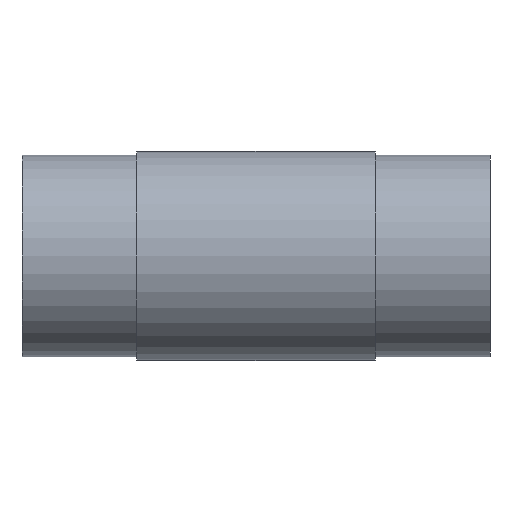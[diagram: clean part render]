
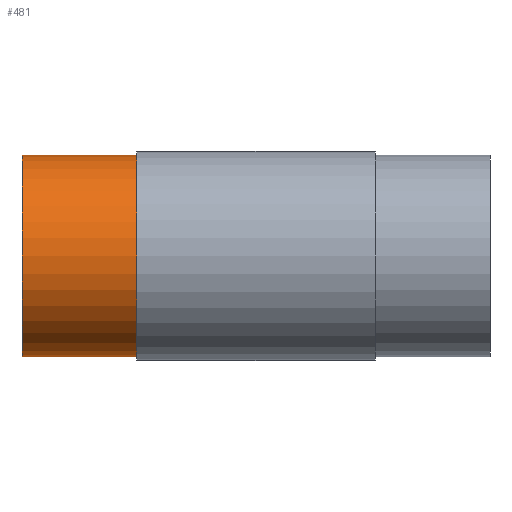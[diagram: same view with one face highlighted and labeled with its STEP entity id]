
A CAD part, left-side view. The second image highlights one B-rep face of the part: STEP entity #481.
In plain terms, the highlighted cylindrical face has radius 112.5 mm (diameter 225 mm), a full revolution.
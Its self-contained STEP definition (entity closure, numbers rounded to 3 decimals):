
#449=CARTESIAN_POINT('',(-112.5,133.,0.));
#450=VERTEX_POINT('',#449);
#451=CARTESIAN_POINT('',(0.,133.,0.));
#452=DIRECTION('',(0.,-1.,0.));
#453=DIRECTION('',(-1.,0.,0.));
#454=AXIS2_PLACEMENT_3D('',#451,#452,#453);
#455=CIRCLE('',#454,112.5);
#456=EDGE_CURVE('',#450,#450,#455,.T.);
#457=ORIENTED_EDGE('',*,*,#456,.F.);
#458=CARTESIAN_POINT('',(-112.5,261.,0.));
#459=VERTEX_POINT('',#458);
#460=CARTESIAN_POINT('',(-112.5,197.,0.));
#461=DIRECTION('',(0.,-1.,0.));
#462=VECTOR('',#461,112.5);
#463=LINE('',#460,#462);
#464=EDGE_CURVE('',#459,#450,#463,.T.);
#465=ORIENTED_EDGE('',*,*,#464,.F.);
#466=CARTESIAN_POINT('',(0.,261.,0.));
#467=DIRECTION('',(0.,-1.,0.));
#468=DIRECTION('',(-1.,0.,0.));
#469=AXIS2_PLACEMENT_3D('',#466,#467,#468);
#470=CIRCLE('',#469,112.5);
#471=EDGE_CURVE('',#459,#459,#470,.T.);
#472=ORIENTED_EDGE('',*,*,#471,.T.);
#473=ORIENTED_EDGE('',*,*,#464,.T.);
#474=EDGE_LOOP('',(#457,#465,#472,#473));
#475=FACE_OUTER_BOUND('',#474,.T.);
#476=CARTESIAN_POINT('',(0.,197.,0.));
#477=DIRECTION('',(0.,-1.,0.));
#478=DIRECTION('',(-1.,0.,0.));
#479=AXIS2_PLACEMENT_3D('',#476,#477,#478);
#480=CYLINDRICAL_SURFACE('',#479,112.5);
#481=ADVANCED_FACE('',(#475),#480,.T.);
